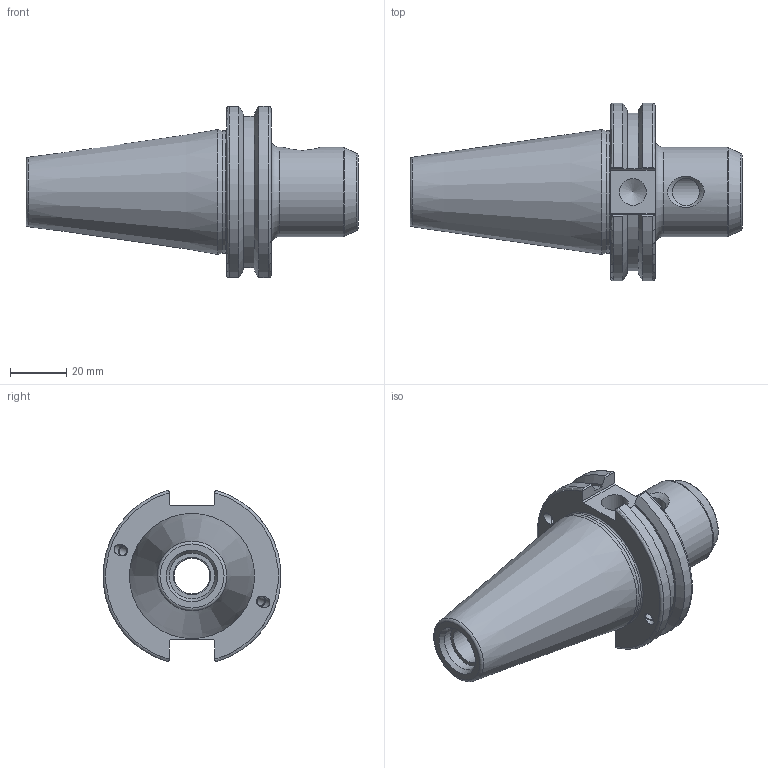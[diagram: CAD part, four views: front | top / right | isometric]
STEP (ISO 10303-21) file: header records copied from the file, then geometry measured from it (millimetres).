
FILE_DESCRIPTION(/* description */ (''),/* implementation_level */ '2;1');
FILE_NAME(/* name */ 'AK005C.stp',/* time_stamp */ '2025-01-24T10:46:39+09:00',/* author */ ('YSH'),/* organization */ (''),/* preprocessor_version */ 'ST-DEVELOPER v20',/* originating_system */ 'Autodesk Inventor 2025',/* authorisation */ '');
FILE_SCHEMA (('AUTOMOTIVE_DESIGN { 1 0 10303 214 3 1 1 }'));
Length unit declared in the file: millimetre
Products named in the file (1): LO-CAT40ADB-EMH12.7C-50
Bounding box: 118.25 x 63.26 x 61.09 mm (x, y, z)
Volume: 118804.6 mm3; surface area: 25993.2 mm2
Topology: 1 solids, 1 shells, 81 faces, 223 edges, 146 vertices
Faces by surface type: plane 31, cylinder 27, cone 13, torus 10
Full cylindrical faces by diameter (mm): 2.459 x2, 3.242 x8, 4 x4, 9.525 x1, 9.728 x1, 12.7 x1, 13.386 x1, 16.3 x1, 31.75 x1, 43.6 x1
Entity records: 2937 total; most frequent: CARTESIAN_POINT 830, ORIENTED_EDGE 440, DIRECTION 427, EDGE_CURVE 220, AXIS2_PLACEMENT_3D 170, VERTEX_POINT 146, EDGE_LOOP 102, LINE 87
